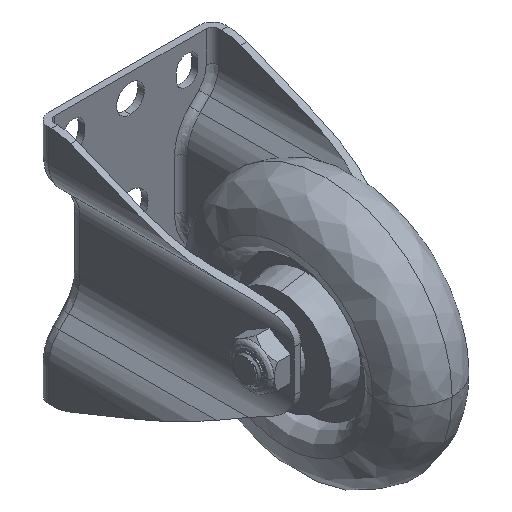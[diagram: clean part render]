
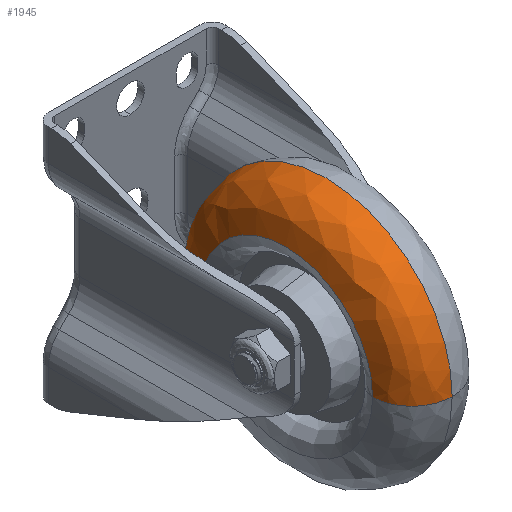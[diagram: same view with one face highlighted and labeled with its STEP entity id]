
A CAD part, isometric view. The second image highlights one B-rep face of the part: STEP entity #1945.
In plain terms, the highlighted free-form (B-spline) face has degree [3, 3] with [4, 4] control points.
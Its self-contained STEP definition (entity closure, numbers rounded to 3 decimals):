
#322 = ORIENTED_EDGE ( 'NONE', *, *, #5186, .F. ) ;
#470 = DIRECTION ( 'NONE',  ( 0., -1., 0. ) ) ;
#574 = DIRECTION ( 'NONE',  ( 1., 0., 0. ) ) ;
#634 = CARTESIAN_POINT ( 'NONE',  ( -15.738, -123.61, 87.219 ) ) ;
#659 = CARTESIAN_POINT ( 'NONE',  ( -15.738, -36.39, 0. ) ) ;
#681 = FACE_OUTER_BOUND ( 'NONE', #1767, .T. ) ;
#770 = DIRECTION ( 'NONE',  ( 0., 0., 1. ) ) ;
#902 = CARTESIAN_POINT ( 'NONE',  ( 0., -130., 0. ) ) ;
#951 = CIRCLE ( 'NONE', #4286, 16. ) ;
#1202 = VERTEX_POINT ( 'NONE', #6202 ) ;
#1688 = VERTEX_POINT ( 'NONE', #5750 ) ;
#1767 = EDGE_LOOP ( 'NONE', ( #322, #4738, #4756, #3525 ) ) ;
#1945 = ADVANCED_FACE ( 'NONE', ( #681 ), #2745, .T. ) ;
#2200 = EDGE_CURVE ( 'NONE', #7046, #6266, #3246, .T. ) ;
#2307 = EDGE_CURVE ( 'NONE', #1688, #6266, #7019, .T. ) ;
#2399 = CARTESIAN_POINT ( 'NONE',  ( 0., -130., 0. ) ) ;
#2425 = CARTESIAN_POINT ( 'NONE',  ( -15.994, -114.447, 0. ) ) ;
#2427 = CARTESIAN_POINT ( 'NONE',  ( 0., -46., 0. ) ) ;
#2444 = CARTESIAN_POINT ( 'NONE',  ( -9.166, -30., 100. ) ) ;
#2494 = CARTESIAN_POINT ( 'NONE',  ( 0., -30., 0. ) ) ;
#2685 = EDGE_CURVE ( 'NONE', #1202, #1688, #951, .T. ) ;
#2745 =( BOUNDED_SURFACE ( )  B_SPLINE_SURFACE ( 3, 3, ( 
 ( #2494, #6519, #4800, #2399 ),
 ( #5339, #2444, #5919, #5367 ),
 ( #659, #3076, #634, #4266 ),
 ( #6547, #7146, #5393, #2425 ) ),
 .UNSPECIFIED., .F., .F., .F. ) 
 B_SPLINE_SURFACE_WITH_KNOTS ( ( 4, 4 ),
 ( 4, 4 ),
 ( 0., 1. ),
 ( 0., 1. ),
 .UNSPECIFIED. ) 
 GEOMETRIC_REPRESENTATION_ITEM ( )  RATIONAL_B_SPLINE_SURFACE ( (
 ( 1., 0.333, 0.333, 1.),
 ( 0.811, 0.27, 0.27, 0.811),
 ( 0.811, 0.27, 0.27, 0.811),
 ( 1., 0.333, 0.333, 1.) ) ) 
 REPRESENTATION_ITEM ( '' )  SURFACE ( )  );
#3076 = CARTESIAN_POINT ( 'NONE',  ( -15.738, -36.39, 87.219 ) ) ;
#3246 = CIRCLE ( 'NONE', #3271, 16. ) ;
#3271 = AXIS2_PLACEMENT_3D ( 'NONE', #3453, #7547, #470 ) ;
#3415 = DIRECTION ( 'NONE',  ( 1., 0., 0. ) ) ;
#3453 = CARTESIAN_POINT ( 'NONE',  ( 0., -114., 0. ) ) ;
#3505 = DIRECTION ( 'NONE',  ( 0., -1., 0. ) ) ;
#3525 = ORIENTED_EDGE ( 'NONE', *, *, #2200, .F. ) ;
#4266 = CARTESIAN_POINT ( 'NONE',  ( -15.738, -123.61, 0. ) ) ;
#4286 = AXIS2_PLACEMENT_3D ( 'NONE', #2427, #770, #5436 ) ;
#4617 = CARTESIAN_POINT ( 'NONE',  ( 0., -80., 0. ) ) ;
#4717 = AXIS2_PLACEMENT_3D ( 'NONE', #6941, #574, #3505 ) ;
#4738 = ORIENTED_EDGE ( 'NONE', *, *, #2685, .T. ) ;
#4756 = ORIENTED_EDGE ( 'NONE', *, *, #2307, .T. ) ;
#4800 = CARTESIAN_POINT ( 'NONE',  ( 0., -130., 100. ) ) ;
#5186 = EDGE_CURVE ( 'NONE', #1202, #7046, #5252, .T. ) ;
#5252 = CIRCLE ( 'NONE', #6372, 50. ) ;
#5339 = CARTESIAN_POINT ( 'NONE',  ( -9.166, -30., 0. ) ) ;
#5367 = CARTESIAN_POINT ( 'NONE',  ( -9.166, -130., 0. ) ) ;
#5393 = CARTESIAN_POINT ( 'NONE',  ( -15.994, -114.447, 68.894 ) ) ;
#5436 = DIRECTION ( 'NONE',  ( 0., 1., 0. ) ) ;
#5686 = DIRECTION ( 'NONE',  ( 0., -1., 0. ) ) ;
#5750 = CARTESIAN_POINT ( 'NONE',  ( -15.994, -45.553, 0. ) ) ;
#5919 = CARTESIAN_POINT ( 'NONE',  ( -9.166, -130., 100. ) ) ;
#6202 = CARTESIAN_POINT ( 'NONE',  ( 0., -30., 0. ) ) ;
#6266 = VERTEX_POINT ( 'NONE', #7500 ) ;
#6372 = AXIS2_PLACEMENT_3D ( 'NONE', #4617, #3415, #5686 ) ;
#6519 = CARTESIAN_POINT ( 'NONE',  ( 0., -30., 100. ) ) ;
#6547 = CARTESIAN_POINT ( 'NONE',  ( -15.994, -45.553, 0. ) ) ;
#6941 = CARTESIAN_POINT ( 'NONE',  ( -15.994, -80., 0. ) ) ;
#7019 = CIRCLE ( 'NONE', #4717, 34.447 ) ;
#7046 = VERTEX_POINT ( 'NONE', #902 ) ;
#7146 = CARTESIAN_POINT ( 'NONE',  ( -15.994, -45.553, 68.894 ) ) ;
#7500 = CARTESIAN_POINT ( 'NONE',  ( -15.994, -114.447, 0. ) ) ;
#7547 = DIRECTION ( 'NONE',  ( 0., 0., -1. ) ) ;
